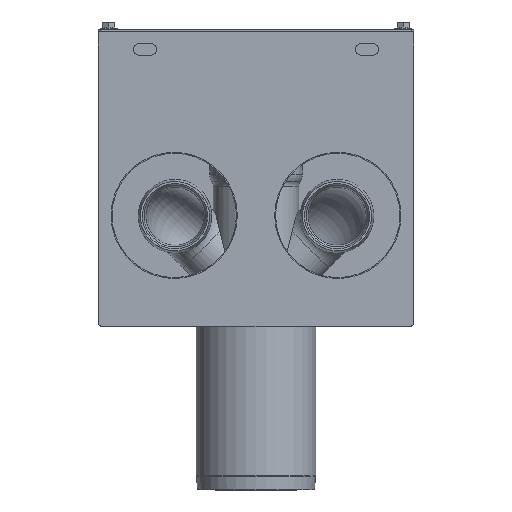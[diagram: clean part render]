
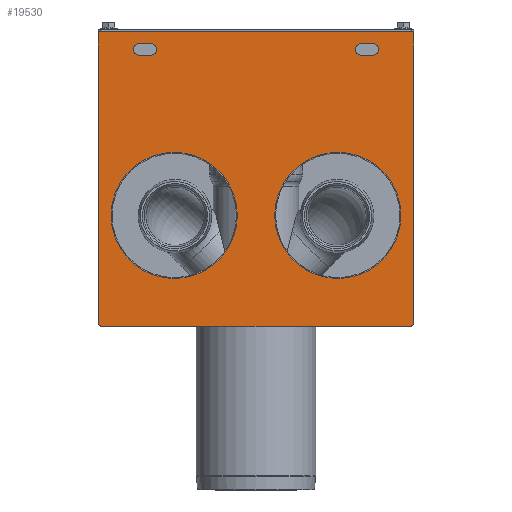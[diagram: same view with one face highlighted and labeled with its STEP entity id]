
A CAD part, front view. The second image highlights one B-rep face of the part: STEP entity #19530.
In plain terms, the highlighted planar face has unit normal (0, -1, 0).
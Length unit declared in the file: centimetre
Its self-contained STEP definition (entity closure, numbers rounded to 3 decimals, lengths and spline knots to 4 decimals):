
#153=FACE_BOUND('',#7426,.T.);
#154=FACE_BOUND('',#7427,.T.);
#155=FACE_BOUND('',#7428,.T.);
#156=FACE_BOUND('',#7429,.T.);
#576=PLANE('',#20665);
#1508=LINE('',#27285,#3928);
#1526=LINE('',#27329,#3946);
#1529=LINE('',#27337,#3949);
#1532=LINE('',#27345,#3952);
#1535=LINE('',#27353,#3955);
#1537=LINE('',#27358,#3957);
#1538=LINE('',#27360,#3958);
#1539=LINE('',#27361,#3959);
#3928=VECTOR('',#22241,1.);
#3946=VECTOR('',#22289,1.);
#3949=VECTOR('',#22298,1.);
#3952=VECTOR('',#22307,1.);
#3955=VECTOR('',#22316,1.);
#3957=VECTOR('',#22324,1.);
#3958=VECTOR('',#22327,1.);
#3959=VECTOR('',#22328,1.);
#6419=FACE_OUTER_BOUND('',#7425,.T.);
#7425=EDGE_LOOP('',(#14168,#14169,#14170,#14171,#14172,#14173));
#7426=EDGE_LOOP('',(#14174));
#7427=EDGE_LOOP('',(#14175));
#7428=EDGE_LOOP('',(#14176,#14177,#14178,#14179));
#7429=EDGE_LOOP('',(#14180,#14181,#14182,#14183));
#8825=CIRCLE('',#20643,3.);
#8826=CIRCLE('',#20645,3.);
#8827=CIRCLE('',#20649,54.);
#8828=CIRCLE('',#20651,54.);
#8829=CIRCLE('',#20654,5.);
#8830=CIRCLE('',#20657,5.);
#8831=CIRCLE('',#20660,5.);
#8832=CIRCLE('',#20663,5.);
#9177=VERTEX_POINT('',#27282);
#9178=VERTEX_POINT('',#27284);
#9182=VERTEX_POINT('',#27304);
#9183=VERTEX_POINT('',#27306);
#9184=VERTEX_POINT('',#27310);
#9185=VERTEX_POINT('',#27312);
#9186=VERTEX_POINT('',#27318);
#9187=VERTEX_POINT('',#27322);
#9188=VERTEX_POINT('',#27326);
#9189=VERTEX_POINT('',#27328);
#9190=VERTEX_POINT('',#27332);
#9191=VERTEX_POINT('',#27336);
#9192=VERTEX_POINT('',#27342);
#9193=VERTEX_POINT('',#27344);
#9194=VERTEX_POINT('',#27348);
#9195=VERTEX_POINT('',#27352);
#11107=EDGE_CURVE('',#9178,#9177,#1508,.T.);
#11120=EDGE_CURVE('',#9182,#9183,#8825,.T.);
#11123=EDGE_CURVE('',#9184,#9185,#8826,.T.);
#11126=EDGE_CURVE('',#9186,#9186,#8827,.T.);
#11128=EDGE_CURVE('',#9187,#9187,#8828,.T.);
#11130=EDGE_CURVE('',#9189,#9188,#1526,.T.);
#11132=EDGE_CURVE('',#9190,#9189,#8829,.T.);
#11134=EDGE_CURVE('',#9191,#9190,#1529,.T.);
#11136=EDGE_CURVE('',#9188,#9191,#8830,.T.);
#11138=EDGE_CURVE('',#9193,#9192,#1532,.T.);
#11140=EDGE_CURVE('',#9194,#9193,#8831,.T.);
#11142=EDGE_CURVE('',#9195,#9194,#1535,.T.);
#11144=EDGE_CURVE('',#9192,#9195,#8832,.T.);
#11145=EDGE_CURVE('',#9177,#9185,#1537,.T.);
#11146=EDGE_CURVE('',#9182,#9178,#1538,.T.);
#11147=EDGE_CURVE('',#9183,#9184,#1539,.T.);
#14168=ORIENTED_EDGE('',*,*,#11120,.F.);
#14169=ORIENTED_EDGE('',*,*,#11146,.T.);
#14170=ORIENTED_EDGE('',*,*,#11107,.T.);
#14171=ORIENTED_EDGE('',*,*,#11145,.T.);
#14172=ORIENTED_EDGE('',*,*,#11123,.F.);
#14173=ORIENTED_EDGE('',*,*,#11147,.F.);
#14174=ORIENTED_EDGE('',*,*,#11126,.T.);
#14175=ORIENTED_EDGE('',*,*,#11128,.T.);
#14176=ORIENTED_EDGE('',*,*,#11142,.T.);
#14177=ORIENTED_EDGE('',*,*,#11140,.T.);
#14178=ORIENTED_EDGE('',*,*,#11138,.T.);
#14179=ORIENTED_EDGE('',*,*,#11144,.T.);
#14180=ORIENTED_EDGE('',*,*,#11134,.T.);
#14181=ORIENTED_EDGE('',*,*,#11132,.T.);
#14182=ORIENTED_EDGE('',*,*,#11130,.T.);
#14183=ORIENTED_EDGE('',*,*,#11136,.T.);
#19530=ADVANCED_FACE('',(#6419,#153,#154,#155,#156),#576,.T.);
#20643=AXIS2_PLACEMENT_3D('',#27307,#22263,#22264);
#20645=AXIS2_PLACEMENT_3D('',#27313,#22269,#22270);
#20649=AXIS2_PLACEMENT_3D('',#27320,#22279,#22280);
#20651=AXIS2_PLACEMENT_3D('',#27324,#22284,#22285);
#20654=AXIS2_PLACEMENT_3D('',#27333,#22293,#22294);
#20657=AXIS2_PLACEMENT_3D('',#27340,#22302,#22303);
#20660=AXIS2_PLACEMENT_3D('',#27349,#22311,#22312);
#20663=AXIS2_PLACEMENT_3D('',#27356,#22320,#22321);
#20665=AXIS2_PLACEMENT_3D('',#27359,#22325,#22326);
#22241=DIRECTION('',(-1.,0.,0.));
#22263=DIRECTION('center_axis',(0.,1.,0.));
#22264=DIRECTION('ref_axis',(0.707,0.,-0.707));
#22269=DIRECTION('center_axis',(0.,1.,0.));
#22270=DIRECTION('ref_axis',(-0.707,0.,-0.707));
#22279=DIRECTION('center_axis',(0.,1.,0.));
#22280=DIRECTION('ref_axis',(1.,0.,0.));
#22284=DIRECTION('center_axis',(0.,1.,0.));
#22285=DIRECTION('ref_axis',(1.,0.,0.));
#22289=DIRECTION('',(-1.,0.,0.));
#22293=DIRECTION('center_axis',(0.,1.,0.));
#22294=DIRECTION('ref_axis',(0.,0.,-1.));
#22298=DIRECTION('',(1.,0.,0.));
#22302=DIRECTION('center_axis',(0.,1.,0.));
#22303=DIRECTION('ref_axis',(0.,0.,1.));
#22307=DIRECTION('',(1.,0.,0.));
#22311=DIRECTION('center_axis',(0.,1.,0.));
#22312=DIRECTION('ref_axis',(0.,0.,1.));
#22316=DIRECTION('',(-1.,0.,0.));
#22320=DIRECTION('center_axis',(0.,1.,0.));
#22321=DIRECTION('ref_axis',(0.,0.,-1.));
#22324=DIRECTION('',(0.,0.,-1.));
#22325=DIRECTION('center_axis',(0.,-1.,0.));
#22326=DIRECTION('ref_axis',(1.,0.,0.));
#22327=DIRECTION('',(0.,0.,1.));
#22328=DIRECTION('',(-1.,0.,0.));
#27282=CARTESIAN_POINT('',(1113.8935,42.9068,220.));
#27284=CARTESIAN_POINT('',(1383.8935,42.9068,220.));
#27285=CARTESIAN_POINT('',(1248.8935,42.9068,220.));
#27304=CARTESIAN_POINT('',(1383.8935,42.9068,-29.));
#27306=CARTESIAN_POINT('',(1380.8935,42.9068,-32.));
#27307=CARTESIAN_POINT('Origin',(1380.8935,42.9068,-29.));
#27310=CARTESIAN_POINT('',(1116.8935,42.9068,-32.));
#27312=CARTESIAN_POINT('',(1113.8935,42.9068,-29.));
#27313=CARTESIAN_POINT('Origin',(1116.8935,42.9068,-29.));
#27318=CARTESIAN_POINT('',(1264.8935,42.9068,63.));
#27320=CARTESIAN_POINT('Origin',(1318.8935,42.9068,63.));
#27322=CARTESIAN_POINT('',(1124.8935,42.9068,63.));
#27324=CARTESIAN_POINT('Origin',(1178.8935,42.9068,63.));
#27326=CARTESIAN_POINT('',(1338.8935,42.9068,200.));
#27328=CARTESIAN_POINT('',(1348.8935,42.9068,200.));
#27329=CARTESIAN_POINT('',(1293.8935,42.9068,200.));
#27332=CARTESIAN_POINT('',(1348.8935,42.9068,210.));
#27333=CARTESIAN_POINT('Origin',(1348.8935,42.9068,205.));
#27336=CARTESIAN_POINT('',(1338.8935,42.9068,210.));
#27337=CARTESIAN_POINT('',(1298.8935,42.9068,210.));
#27340=CARTESIAN_POINT('Origin',(1338.8935,42.9068,205.));
#27342=CARTESIAN_POINT('',(1158.8935,42.9068,210.));
#27344=CARTESIAN_POINT('',(1148.8935,42.9068,210.));
#27345=CARTESIAN_POINT('',(1203.8935,42.9068,210.));
#27348=CARTESIAN_POINT('',(1148.8935,42.9068,200.));
#27349=CARTESIAN_POINT('Origin',(1148.8935,42.9068,205.));
#27352=CARTESIAN_POINT('',(1158.8935,42.9068,200.));
#27353=CARTESIAN_POINT('',(1198.8935,42.9068,200.));
#27356=CARTESIAN_POINT('Origin',(1158.8935,42.9068,205.));
#27358=CARTESIAN_POINT('',(1113.8935,42.9068,-32.));
#27359=CARTESIAN_POINT('Origin',(1383.8935,42.9068,-27.));
#27360=CARTESIAN_POINT('',(1383.8935,42.9068,-32.));
#27361=CARTESIAN_POINT('',(1383.8935,42.9068,-32.));
